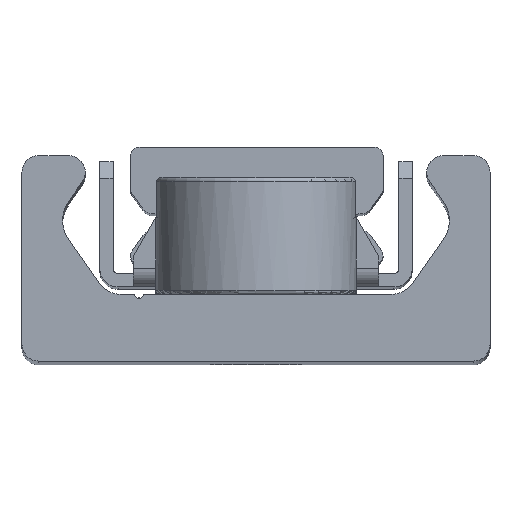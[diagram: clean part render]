
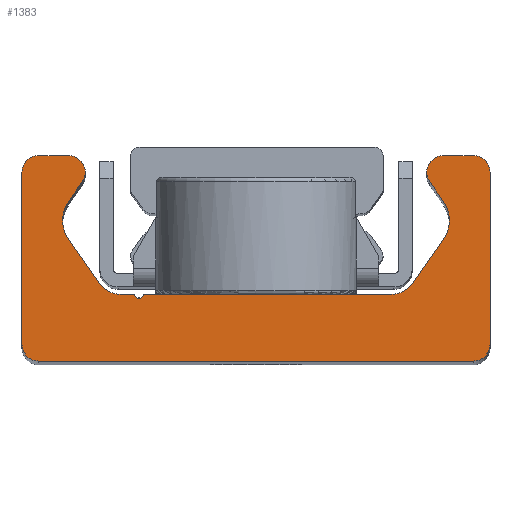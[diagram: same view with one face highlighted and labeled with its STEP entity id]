
A CAD part, top view. The second image highlights one B-rep face of the part: STEP entity #1383.
In plain terms, the highlighted planar face has unit normal (0, 0, 1).
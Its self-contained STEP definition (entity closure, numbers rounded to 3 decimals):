
#531=CARTESIAN_POINT('',(-13.0,0.0,130.0));
#532=VERTEX_POINT('',#531);
#533=CARTESIAN_POINT('',(-14.,1.0,130.0));
#534=VERTEX_POINT('',#533);
#535=CARTESIAN_POINT('',(-13.0,1.0,130.0));
#536=DIRECTION('',(0.0,0.0,-1.0));
#537=DIRECTION('',(-1.0,0.0,0.0));
#538=AXIS2_PLACEMENT_3D('',#535,#536,#537);
#539=CIRCLE('',#538,1.0);
#540=EDGE_CURVE('',#532,#534,#539,.T.);
#573=CARTESIAN_POINT('',(-14.,11.3,130.0));
#574=VERTEX_POINT('',#573);
#575=CARTESIAN_POINT('',(-14.,1.0,130.0));
#576=DIRECTION('',(0.0,1.0,0.0));
#577=VECTOR('',#576,10.3);
#578=LINE('',#575,#577);
#579=EDGE_CURVE('',#534,#574,#578,.T.);
#604=CARTESIAN_POINT('',(-13.0,12.3,130.0));
#605=VERTEX_POINT('',#604);
#606=CARTESIAN_POINT('',(-13.0,11.3,130.0));
#607=DIRECTION('',(0.0,0.0,-1.0));
#608=DIRECTION('',(0.0,1.0,0.0));
#609=AXIS2_PLACEMENT_3D('',#606,#607,#608);
#610=CIRCLE('',#609,1.0);
#611=EDGE_CURVE('',#574,#605,#610,.T.);
#637=CARTESIAN_POINT('',(-11.214,12.3,130.0));
#638=VERTEX_POINT('',#637);
#639=CARTESIAN_POINT('',(-13.0,12.3,130.0));
#640=DIRECTION('',(1.0,0.0,0.0));
#641=VECTOR('',#640,1.786);
#642=LINE('',#639,#641);
#643=EDGE_CURVE('',#605,#638,#642,.T.);
#668=CARTESIAN_POINT('',(-10.395,10.726,130.0));
#669=VERTEX_POINT('',#668);
#670=CARTESIAN_POINT('',(-11.214,11.3,130.0));
#671=DIRECTION('',(0.0,0.0,-1.0));
#672=DIRECTION('',(0.819,-0.574,0.0));
#673=AXIS2_PLACEMENT_3D('',#670,#671,#672);
#674=CIRCLE('',#673,1.0);
#675=EDGE_CURVE('',#638,#669,#674,.T.);
#701=CARTESIAN_POINT('',(-11.206,9.567,130.0));
#702=VERTEX_POINT('',#701);
#703=CARTESIAN_POINT('',(-10.395,10.726,130.0));
#704=DIRECTION('',(-0.574,-0.819,0.0));
#705=VECTOR('',#704,1.415);
#706=LINE('',#703,#705);
#707=EDGE_CURVE('',#669,#702,#706,.T.);
#732=CARTESIAN_POINT('',(-11.206,7.273,130.0));
#733=VERTEX_POINT('',#732);
#734=CARTESIAN_POINT('',(-9.568,8.42,130.0));
#735=DIRECTION('',(0.0,0.0,1.0));
#736=DIRECTION('',(0.819,-0.574,0.0));
#737=AXIS2_PLACEMENT_3D('',#734,#735,#736);
#738=CIRCLE('',#737,2.0);
#739=EDGE_CURVE('',#702,#733,#738,.T.);
#765=CARTESIAN_POINT('',(-9.363,4.64,130.0));
#766=VERTEX_POINT('',#765);
#767=CARTESIAN_POINT('',(-11.206,7.273,130.0));
#768=DIRECTION('',(0.574,-0.819,0.0));
#769=VECTOR('',#768,3.215);
#770=LINE('',#767,#769);
#771=EDGE_CURVE('',#733,#766,#770,.T.);
#796=CARTESIAN_POINT('',(-8.134,4.0,130.0));
#797=VERTEX_POINT('',#796);
#798=CARTESIAN_POINT('',(-8.134,5.5,130.0));
#799=DIRECTION('',(0.0,0.0,1.0));
#800=DIRECTION('',(0.819,0.574,0.0));
#801=AXIS2_PLACEMENT_3D('',#798,#799,#800);
#802=CIRCLE('',#801,1.5);
#803=EDGE_CURVE('',#766,#797,#802,.T.);
#829=CARTESIAN_POINT('',(-7.335,4.,130.0));
#830=VERTEX_POINT('',#829);
#831=CARTESIAN_POINT('',(-8.134,4.0,130.0));
#832=DIRECTION('',(1.0,0.0,0.0));
#833=VECTOR('',#832,0.798);
#834=LINE('',#831,#833);
#835=EDGE_CURVE('',#797,#830,#834,.T.);
#860=CARTESIAN_POINT('',(-7.24,3.929,130.0));
#861=VERTEX_POINT('',#860);
#862=CARTESIAN_POINT('',(-7.335,3.9,130.0));
#863=DIRECTION('',(0.0,0.0,-1.));
#864=DIRECTION('',(0.958,0.286,0.0));
#865=AXIS2_PLACEMENT_3D('',#862,#863,#864);
#866=CIRCLE('',#865,0.1);
#867=EDGE_CURVE('',#830,#861,#866,.T.);
#893=CARTESIAN_POINT('',(-6.76,3.929,130.0));
#894=VERTEX_POINT('',#893);
#895=CARTESIAN_POINT('',(-7.,4.0,130.0));
#896=DIRECTION('',(0.0,0.0,1.));
#897=DIRECTION('',(0.958,0.286,0.0));
#898=AXIS2_PLACEMENT_3D('',#895,#896,#897);
#899=CIRCLE('',#898,0.25);
#900=EDGE_CURVE('',#861,#894,#899,.T.);
#926=CARTESIAN_POINT('',(-6.665,4.,130.0));
#927=VERTEX_POINT('',#926);
#928=CARTESIAN_POINT('',(-6.665,3.9,130.0));
#929=DIRECTION('',(0.0,0.0,-1.0));
#930=DIRECTION('',(0.0,1.0,0.0));
#931=AXIS2_PLACEMENT_3D('',#928,#929,#930);
#932=CIRCLE('',#931,0.1);
#933=EDGE_CURVE('',#894,#927,#932,.T.);
#959=CARTESIAN_POINT('',(8.134,4.,130.0));
#960=VERTEX_POINT('',#959);
#961=CARTESIAN_POINT('',(-6.665,4.,130.0));
#962=DIRECTION('',(1.0,0.0,0.0));
#963=VECTOR('',#962,14.798);
#964=LINE('',#961,#963);
#965=EDGE_CURVE('',#927,#960,#964,.T.);
#1002=CARTESIAN_POINT('',(9.363,4.64,130.0));
#1003=VERTEX_POINT('',#1002);
#1004=CARTESIAN_POINT('',(8.134,5.5,130.0));
#1005=DIRECTION('',(0.0,0.0,1.0));
#1006=DIRECTION('',(0.0,1.0,0.0));
#1007=AXIS2_PLACEMENT_3D('',#1004,#1005,#1006);
#1008=CIRCLE('',#1007,1.5);
#1009=EDGE_CURVE('',#960,#1003,#1008,.T.);
#1035=CARTESIAN_POINT('',(11.206,7.273,130.0));
#1036=VERTEX_POINT('',#1035);
#1037=CARTESIAN_POINT('',(9.363,4.64,130.0));
#1038=DIRECTION('',(0.574,0.819,0.0));
#1039=VECTOR('',#1038,3.215);
#1040=LINE('',#1037,#1039);
#1041=EDGE_CURVE('',#1003,#1036,#1040,.T.);
#1066=CARTESIAN_POINT('',(11.206,9.567,130.0));
#1067=VERTEX_POINT('',#1066);
#1068=CARTESIAN_POINT('',(9.568,8.42,130.0));
#1069=DIRECTION('',(0.0,0.0,1.));
#1070=DIRECTION('',(-0.819,0.574,0.0));
#1071=AXIS2_PLACEMENT_3D('',#1068,#1069,#1070);
#1072=CIRCLE('',#1071,2.0);
#1073=EDGE_CURVE('',#1036,#1067,#1072,.T.);
#1099=CARTESIAN_POINT('',(10.395,10.726,130.0));
#1100=VERTEX_POINT('',#1099);
#1101=CARTESIAN_POINT('',(11.206,9.567,130.0));
#1102=DIRECTION('',(-0.574,0.819,0.0));
#1103=VECTOR('',#1102,1.415);
#1104=LINE('',#1101,#1103);
#1105=EDGE_CURVE('',#1067,#1100,#1104,.T.);
#1130=CARTESIAN_POINT('',(11.214,12.3,130.0));
#1131=VERTEX_POINT('',#1130);
#1132=CARTESIAN_POINT('',(11.214,11.3,130.0));
#1133=DIRECTION('',(0.0,0.0,-1.0));
#1134=DIRECTION('',(0.0,1.0,0.0));
#1135=AXIS2_PLACEMENT_3D('',#1132,#1133,#1134);
#1136=CIRCLE('',#1135,1.0);
#1137=EDGE_CURVE('',#1100,#1131,#1136,.T.);
#1163=CARTESIAN_POINT('',(13.0,12.3,130.0));
#1164=VERTEX_POINT('',#1163);
#1165=CARTESIAN_POINT('',(11.214,12.3,130.0));
#1166=DIRECTION('',(1.0,0.0,0.0));
#1167=VECTOR('',#1166,1.786);
#1168=LINE('',#1165,#1167);
#1169=EDGE_CURVE('',#1131,#1164,#1168,.T.);
#1194=CARTESIAN_POINT('',(14.,11.3,130.0));
#1195=VERTEX_POINT('',#1194);
#1196=CARTESIAN_POINT('',(13.0,11.3,130.0));
#1197=DIRECTION('',(0.0,0.0,-1.0));
#1198=DIRECTION('',(1.0,0.0,0.0));
#1199=AXIS2_PLACEMENT_3D('',#1196,#1197,#1198);
#1200=CIRCLE('',#1199,1.0);
#1201=EDGE_CURVE('',#1164,#1195,#1200,.T.);
#1227=CARTESIAN_POINT('',(14.,1.0,130.0));
#1228=VERTEX_POINT('',#1227);
#1229=CARTESIAN_POINT('',(14.,11.3,130.0));
#1230=DIRECTION('',(0.0,-1.0,0.0));
#1231=VECTOR('',#1230,10.3);
#1232=LINE('',#1229,#1231);
#1233=EDGE_CURVE('',#1195,#1228,#1232,.T.);
#1258=CARTESIAN_POINT('',(13.0,0.0,130.0));
#1259=VERTEX_POINT('',#1258);
#1260=CARTESIAN_POINT('',(13.0,1.0,130.0));
#1261=DIRECTION('',(0.0,0.0,-1.0));
#1262=DIRECTION('',(0.0,-1.0,0.0));
#1263=AXIS2_PLACEMENT_3D('',#1260,#1261,#1262);
#1264=CIRCLE('',#1263,1.0);
#1265=EDGE_CURVE('',#1228,#1259,#1264,.T.);
#1291=CARTESIAN_POINT('',(13.0,0.0,130.0));
#1292=DIRECTION('',(-1.0,0.0,0.0));
#1293=VECTOR('',#1292,26.0);
#1294=LINE('',#1291,#1293);
#1295=EDGE_CURVE('',#1259,#532,#1294,.T.);
#1352=CARTESIAN_POINT('',(-0.017,4.731,130.0));
#1353=DIRECTION('',(0.0,0.0,1.0));
#1354=DIRECTION('',(1.0,0.0,0.0));
#1355=AXIS2_PLACEMENT_3D('',#1352,#1353,#1354);
#1356=PLANE('',#1355);
#1357=ORIENTED_EDGE('',*,*,#540,.F.);
#1358=ORIENTED_EDGE('',*,*,#1295,.F.);
#1359=ORIENTED_EDGE('',*,*,#1265,.F.);
#1360=ORIENTED_EDGE('',*,*,#1233,.F.);
#1361=ORIENTED_EDGE('',*,*,#1201,.F.);
#1362=ORIENTED_EDGE('',*,*,#1169,.F.);
#1363=ORIENTED_EDGE('',*,*,#1137,.F.);
#1364=ORIENTED_EDGE('',*,*,#1105,.F.);
#1365=ORIENTED_EDGE('',*,*,#1073,.F.);
#1366=ORIENTED_EDGE('',*,*,#1041,.F.);
#1367=ORIENTED_EDGE('',*,*,#1009,.F.);
#1368=ORIENTED_EDGE('',*,*,#965,.F.);
#1369=ORIENTED_EDGE('',*,*,#933,.F.);
#1370=ORIENTED_EDGE('',*,*,#900,.F.);
#1371=ORIENTED_EDGE('',*,*,#867,.F.);
#1372=ORIENTED_EDGE('',*,*,#835,.F.);
#1373=ORIENTED_EDGE('',*,*,#803,.F.);
#1374=ORIENTED_EDGE('',*,*,#771,.F.);
#1375=ORIENTED_EDGE('',*,*,#739,.F.);
#1376=ORIENTED_EDGE('',*,*,#707,.F.);
#1377=ORIENTED_EDGE('',*,*,#675,.F.);
#1378=ORIENTED_EDGE('',*,*,#643,.F.);
#1379=ORIENTED_EDGE('',*,*,#611,.F.);
#1380=ORIENTED_EDGE('',*,*,#579,.F.);
#1381=EDGE_LOOP('',(#1357,#1358,#1359,#1360,#1361,#1362,#1363,#1364,#1365,#1366,#1367,#1368,#1369,#1370,#1371,#1372,#1373,#1374,#1375,#1376,#1377,#1378,#1379,#1380));
#1382=FACE_OUTER_BOUND('',#1381,.T.);
#1383=ADVANCED_FACE('',(#1382),#1356,.T.);
